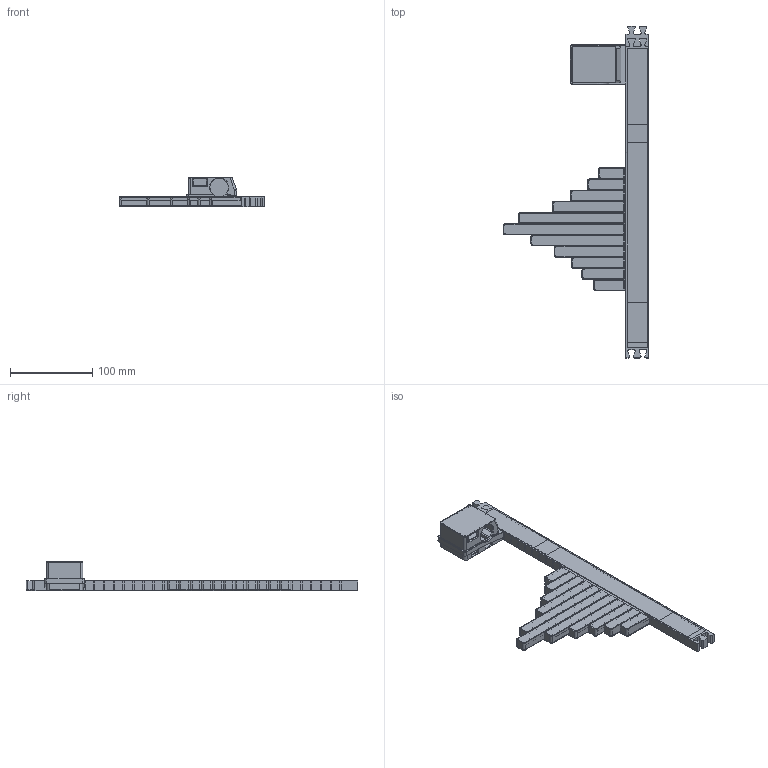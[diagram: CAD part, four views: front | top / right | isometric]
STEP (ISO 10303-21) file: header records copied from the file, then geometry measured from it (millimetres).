
FILE_DESCRIPTION(/* description */ (''),/* implementation_level */ '2;1');
FILE_NAME(/* name */ 'CleanAirNecklaceV2_Components.step',/* time_stamp */ '2023-08-09T11:01:00+01:00',/* author */ (''),/* organization */ (''),/* preprocessor_version */ 'ST-DEVELOPER v20',/* originating_system */ 'Autodesk Translation Framework v12.9.0.99',/* authorisation */ '');
FILE_SCHEMA (('AUTOMOTIVE_DESIGN { 1 0 10303 214 3 1 1 }'));
Length unit declared in the file: millimetre
Products named in the file (1): NecklaceComponents
Bounding box: 177.5 x 403.9 x 36 mm (x, y, z)
Volume: 109708.6 mm3; surface area: 184275.3 mm2
Topology: 29 solids, 29 shells, 1141 faces, 3129 edges, 2040 vertices
Faces by surface type: plane 879, cylinder 200, bspline 30, cone 24, torus 8
Full cylindrical faces by diameter (mm): 22.5 x1
Entity records: 35996 total; most frequent: CARTESIAN_POINT 6677, ORIENTED_EDGE 6258, DIRECTION 5853, EDGE_CURVE 3129, LINE 2621, VECTOR 2621, VERTEX_POINT 2040, AXIS2_PLACEMENT_3D 1616
